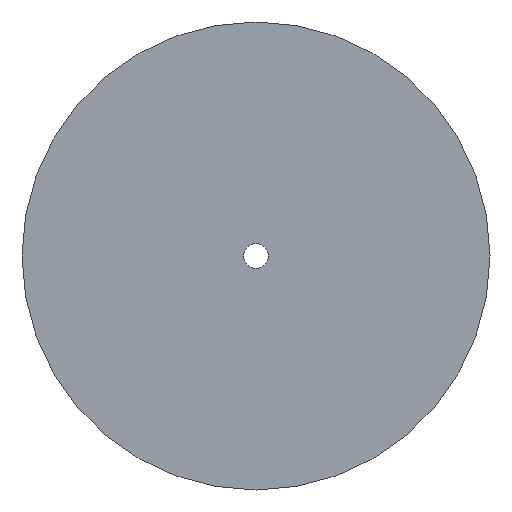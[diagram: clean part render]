
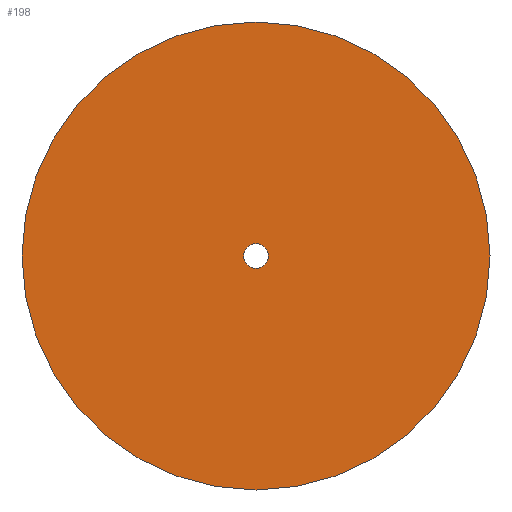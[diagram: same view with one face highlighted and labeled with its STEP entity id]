
A CAD part, front view. The second image highlights one B-rep face of the part: STEP entity #198.
In plain terms, the highlighted planar face has unit normal (0, -1, 0).
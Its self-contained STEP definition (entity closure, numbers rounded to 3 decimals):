
#2 = EDGE_CURVE ( 'NONE', #13, #200, #152, .T. ) ;
#4 = CARTESIAN_POINT ( 'NONE',  ( 0., 0., 0.25 ) ) ;
#13 = VERTEX_POINT ( 'NONE', #33 ) ;
#14 = AXIS2_PLACEMENT_3D ( 'NONE', #199, #169, #24 ) ;
#24 = DIRECTION ( 'NONE',  ( 0., 0., 1. ) ) ;
#29 = EDGE_CURVE ( 'NONE', #101, #74, #65, .T. ) ;
#30 = CARTESIAN_POINT ( 'NONE',  ( 0., 0., 0. ) ) ;
#33 = CARTESIAN_POINT ( 'NONE',  ( 0., 0., -4.765 ) ) ;
#37 = AXIS2_PLACEMENT_3D ( 'NONE', #202, #178, #102 ) ;
#44 = ORIENTED_EDGE ( 'NONE', *, *, #173, .T. ) ;
#57 = EDGE_LOOP ( 'NONE', ( #171, #110 ) ) ;
#59 = FACE_OUTER_BOUND ( 'NONE', #57, .T. ) ;
#61 = DIRECTION ( 'NONE',  ( 0., 0., 1. ) ) ;
#62 = CIRCLE ( 'NONE', #91, 4.765 ) ;
#65 = CIRCLE ( 'NONE', #148, 0.25 ) ;
#74 = VERTEX_POINT ( 'NONE', #4 ) ;
#79 = DIRECTION ( 'NONE',  ( 0., 1., 0. ) ) ;
#81 = CARTESIAN_POINT ( 'NONE',  ( 0., 0., 4.765 ) ) ;
#90 = EDGE_LOOP ( 'NONE', ( #181, #44 ) ) ;
#91 = AXIS2_PLACEMENT_3D ( 'NONE', #159, #208, #109 ) ;
#101 = VERTEX_POINT ( 'NONE', #142 ) ;
#102 = DIRECTION ( 'NONE',  ( 0., 0., 1. ) ) ;
#109 = DIRECTION ( 'NONE',  ( 0., 0., 1. ) ) ;
#110 = ORIENTED_EDGE ( 'NONE', *, *, #149, .F. ) ;
#137 = PLANE ( 'NONE',  #206 ) ;
#142 = CARTESIAN_POINT ( 'NONE',  ( 0., 0., -0.25 ) ) ;
#148 = AXIS2_PLACEMENT_3D ( 'NONE', #30, #79, #158 ) ;
#149 = EDGE_CURVE ( 'NONE', #200, #13, #62, .T. ) ;
#152 = CIRCLE ( 'NONE', #37, 4.765 ) ;
#158 = DIRECTION ( 'NONE',  ( 0., 0., 1. ) ) ;
#159 = CARTESIAN_POINT ( 'NONE',  ( 0., 0., 0. ) ) ;
#169 = DIRECTION ( 'NONE',  ( 0., 1., 0. ) ) ;
#171 = ORIENTED_EDGE ( 'NONE', *, *, #2, .F. ) ;
#173 = EDGE_CURVE ( 'NONE', #74, #101, #201, .T. ) ;
#178 = DIRECTION ( 'NONE',  ( 0., 1., 0. ) ) ;
#180 = FACE_BOUND ( 'NONE', #90, .T. ) ;
#181 = ORIENTED_EDGE ( 'NONE', *, *, #29, .T. ) ;
#198 = ADVANCED_FACE ( 'NONE', ( #59, #180 ), #137, .F. ) ;
#199 = CARTESIAN_POINT ( 'NONE',  ( 0., 0., 0. ) ) ;
#200 = VERTEX_POINT ( 'NONE', #81 ) ;
#201 = CIRCLE ( 'NONE', #14, 0.25 ) ;
#202 = CARTESIAN_POINT ( 'NONE',  ( 0., 0., 0. ) ) ;
#206 = AXIS2_PLACEMENT_3D ( 'NONE', #213, #211, #61 ) ;
#208 = DIRECTION ( 'NONE',  ( 0., 1., 0. ) ) ;
#211 = DIRECTION ( 'NONE',  ( 0., 1., 0. ) ) ;
#213 = CARTESIAN_POINT ( 'NONE',  ( 0., 0., 0. ) ) ;
